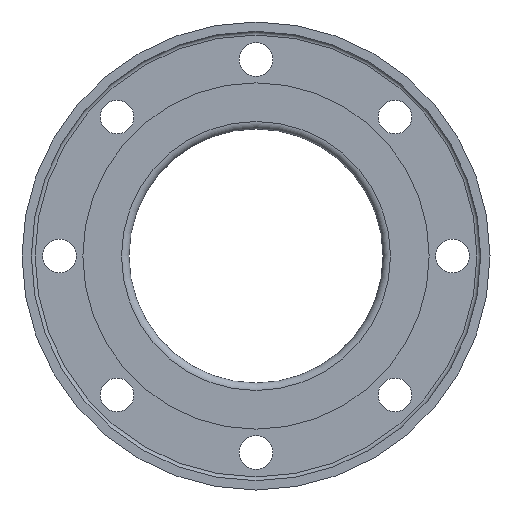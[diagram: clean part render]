
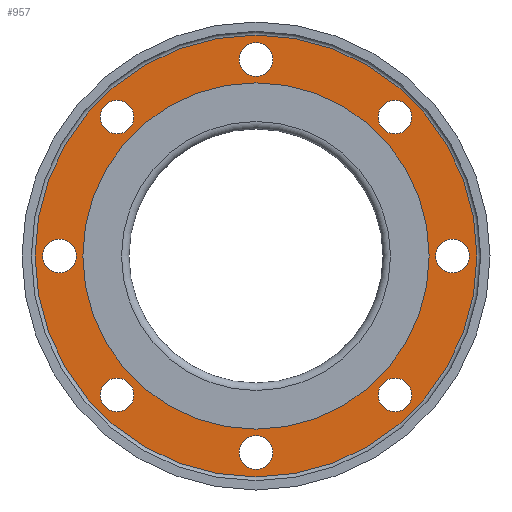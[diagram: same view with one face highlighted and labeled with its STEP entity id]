
A CAD part, front view. The second image highlights one B-rep face of the part: STEP entity #957.
In plain terms, the highlighted planar face has unit normal (0, -1, 0).
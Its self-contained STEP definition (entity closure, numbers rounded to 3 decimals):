
#15=FACE_BOUND('',#165,.T.);
#16=FACE_BOUND('',#166,.T.);
#17=FACE_BOUND('',#167,.T.);
#18=FACE_BOUND('',#168,.T.);
#19=FACE_BOUND('',#169,.T.);
#20=FACE_BOUND('',#170,.T.);
#21=FACE_BOUND('',#171,.T.);
#22=FACE_BOUND('',#172,.T.);
#23=FACE_BOUND('',#173,.T.);
#39=PLANE('',#1075);
#120=FACE_OUTER_BOUND('',#164,.T.);
#164=EDGE_LOOP('',(#704,#705));
#165=EDGE_LOOP('',(#706,#707));
#166=EDGE_LOOP('',(#708,#709));
#167=EDGE_LOOP('',(#710,#711));
#168=EDGE_LOOP('',(#712,#713));
#169=EDGE_LOOP('',(#714,#715));
#170=EDGE_LOOP('',(#716,#717));
#171=EDGE_LOOP('',(#718,#719));
#172=EDGE_LOOP('',(#720,#721));
#173=EDGE_LOOP('',(#722,#723));
#235=CIRCLE('',#1028,9.);
#236=CIRCLE('',#1029,9.);
#239=CIRCLE('',#1033,9.);
#240=CIRCLE('',#1034,9.);
#243=CIRCLE('',#1038,9.);
#244=CIRCLE('',#1039,9.);
#247=CIRCLE('',#1043,9.);
#248=CIRCLE('',#1044,9.);
#251=CIRCLE('',#1048,9.);
#252=CIRCLE('',#1049,9.);
#255=CIRCLE('',#1053,9.);
#256=CIRCLE('',#1054,9.);
#259=CIRCLE('',#1058,9.);
#260=CIRCLE('',#1059,9.);
#263=CIRCLE('',#1063,9.);
#264=CIRCLE('',#1064,9.);
#271=CIRCLE('',#1073,118.);
#272=CIRCLE('',#1074,118.);
#273=CIRCLE('',#1076,91.);
#274=CIRCLE('',#1077,91.);
#366=VERTEX_POINT('',#1597);
#367=VERTEX_POINT('',#1599);
#370=VERTEX_POINT('',#1607);
#371=VERTEX_POINT('',#1609);
#374=VERTEX_POINT('',#1617);
#375=VERTEX_POINT('',#1619);
#378=VERTEX_POINT('',#1627);
#379=VERTEX_POINT('',#1629);
#382=VERTEX_POINT('',#1637);
#383=VERTEX_POINT('',#1639);
#386=VERTEX_POINT('',#1647);
#387=VERTEX_POINT('',#1649);
#390=VERTEX_POINT('',#1657);
#391=VERTEX_POINT('',#1659);
#394=VERTEX_POINT('',#1667);
#395=VERTEX_POINT('',#1669);
#401=VERTEX_POINT('',#1685);
#402=VERTEX_POINT('',#1687);
#403=VERTEX_POINT('',#1691);
#404=VERTEX_POINT('',#1692);
#487=EDGE_CURVE('',#367,#366,#235,.T.);
#488=EDGE_CURVE('',#366,#367,#236,.T.);
#492=EDGE_CURVE('',#371,#370,#239,.T.);
#493=EDGE_CURVE('',#370,#371,#240,.T.);
#497=EDGE_CURVE('',#375,#374,#243,.T.);
#498=EDGE_CURVE('',#374,#375,#244,.T.);
#502=EDGE_CURVE('',#379,#378,#247,.T.);
#503=EDGE_CURVE('',#378,#379,#248,.T.);
#507=EDGE_CURVE('',#383,#382,#251,.T.);
#508=EDGE_CURVE('',#382,#383,#252,.T.);
#512=EDGE_CURVE('',#387,#386,#255,.T.);
#513=EDGE_CURVE('',#386,#387,#256,.T.);
#517=EDGE_CURVE('',#391,#390,#259,.T.);
#518=EDGE_CURVE('',#390,#391,#260,.T.);
#522=EDGE_CURVE('',#395,#394,#263,.T.);
#523=EDGE_CURVE('',#394,#395,#264,.T.);
#531=EDGE_CURVE('',#402,#401,#271,.T.);
#532=EDGE_CURVE('',#401,#402,#272,.T.);
#533=EDGE_CURVE('',#403,#404,#273,.T.);
#534=EDGE_CURVE('',#404,#403,#274,.T.);
#704=ORIENTED_EDGE('',*,*,#531,.T.);
#705=ORIENTED_EDGE('',*,*,#532,.T.);
#706=ORIENTED_EDGE('',*,*,#487,.T.);
#707=ORIENTED_EDGE('',*,*,#488,.T.);
#708=ORIENTED_EDGE('',*,*,#492,.T.);
#709=ORIENTED_EDGE('',*,*,#493,.T.);
#710=ORIENTED_EDGE('',*,*,#497,.T.);
#711=ORIENTED_EDGE('',*,*,#498,.T.);
#712=ORIENTED_EDGE('',*,*,#502,.T.);
#713=ORIENTED_EDGE('',*,*,#503,.T.);
#714=ORIENTED_EDGE('',*,*,#507,.T.);
#715=ORIENTED_EDGE('',*,*,#508,.T.);
#716=ORIENTED_EDGE('',*,*,#512,.T.);
#717=ORIENTED_EDGE('',*,*,#513,.T.);
#718=ORIENTED_EDGE('',*,*,#517,.T.);
#719=ORIENTED_EDGE('',*,*,#518,.T.);
#720=ORIENTED_EDGE('',*,*,#522,.T.);
#721=ORIENTED_EDGE('',*,*,#523,.T.);
#722=ORIENTED_EDGE('',*,*,#533,.F.);
#723=ORIENTED_EDGE('',*,*,#534,.F.);
#957=ADVANCED_FACE('',(#120,#15,#16,#17,#18,#19,#20,#21,#22,#23),#39,.T.);
#1028=AXIS2_PLACEMENT_3D('',#1600,#1229,#1230);
#1029=AXIS2_PLACEMENT_3D('',#1601,#1231,#1232);
#1033=AXIS2_PLACEMENT_3D('',#1610,#1240,#1241);
#1034=AXIS2_PLACEMENT_3D('',#1611,#1242,#1243);
#1038=AXIS2_PLACEMENT_3D('',#1620,#1251,#1252);
#1039=AXIS2_PLACEMENT_3D('',#1621,#1253,#1254);
#1043=AXIS2_PLACEMENT_3D('',#1630,#1262,#1263);
#1044=AXIS2_PLACEMENT_3D('',#1631,#1264,#1265);
#1048=AXIS2_PLACEMENT_3D('',#1640,#1273,#1274);
#1049=AXIS2_PLACEMENT_3D('',#1641,#1275,#1276);
#1053=AXIS2_PLACEMENT_3D('',#1650,#1284,#1285);
#1054=AXIS2_PLACEMENT_3D('',#1651,#1286,#1287);
#1058=AXIS2_PLACEMENT_3D('',#1660,#1295,#1296);
#1059=AXIS2_PLACEMENT_3D('',#1661,#1297,#1298);
#1063=AXIS2_PLACEMENT_3D('',#1670,#1306,#1307);
#1064=AXIS2_PLACEMENT_3D('',#1671,#1308,#1309);
#1073=AXIS2_PLACEMENT_3D('',#1688,#1327,#1328);
#1074=AXIS2_PLACEMENT_3D('',#1689,#1329,#1330);
#1075=AXIS2_PLACEMENT_3D('',#1690,#1331,#1332);
#1076=AXIS2_PLACEMENT_3D('',#1693,#1333,#1334);
#1077=AXIS2_PLACEMENT_3D('',#1694,#1335,#1336);
#1229=DIRECTION('center_axis',(0.,1.,0.));
#1230=DIRECTION('ref_axis',(-0.707,0.,-0.707));
#1231=DIRECTION('center_axis',(0.,1.,0.));
#1232=DIRECTION('ref_axis',(-0.707,0.,-0.707));
#1240=DIRECTION('center_axis',(0.,1.,0.));
#1241=DIRECTION('ref_axis',(0.,0.,-1.));
#1242=DIRECTION('center_axis',(0.,1.,0.));
#1243=DIRECTION('ref_axis',(0.,0.,-1.));
#1251=DIRECTION('center_axis',(0.,1.,0.));
#1252=DIRECTION('ref_axis',(0.707,0.,-0.707));
#1253=DIRECTION('center_axis',(0.,1.,0.));
#1254=DIRECTION('ref_axis',(0.707,0.,-0.707));
#1262=DIRECTION('center_axis',(0.,1.,0.));
#1263=DIRECTION('ref_axis',(1.,0.,0.));
#1264=DIRECTION('center_axis',(0.,1.,0.));
#1265=DIRECTION('ref_axis',(1.,0.,0.));
#1273=DIRECTION('center_axis',(0.,1.,0.));
#1274=DIRECTION('ref_axis',(0.707,0.,0.707));
#1275=DIRECTION('center_axis',(0.,1.,0.));
#1276=DIRECTION('ref_axis',(0.707,0.,0.707));
#1284=DIRECTION('center_axis',(0.,1.,0.));
#1285=DIRECTION('ref_axis',(0.,0.,1.));
#1286=DIRECTION('center_axis',(0.,1.,0.));
#1287=DIRECTION('ref_axis',(0.,0.,1.));
#1295=DIRECTION('center_axis',(0.,1.,0.));
#1296=DIRECTION('ref_axis',(-0.707,0.,0.707));
#1297=DIRECTION('center_axis',(0.,1.,0.));
#1298=DIRECTION('ref_axis',(-0.707,0.,0.707));
#1306=DIRECTION('center_axis',(0.,1.,0.));
#1307=DIRECTION('ref_axis',(-1.,0.,0.));
#1308=DIRECTION('center_axis',(0.,1.,0.));
#1309=DIRECTION('ref_axis',(-1.,0.,0.));
#1327=DIRECTION('center_axis',(0.,-1.,0.));
#1328=DIRECTION('ref_axis',(-1.,0.,0.));
#1329=DIRECTION('center_axis',(0.,-1.,0.));
#1330=DIRECTION('ref_axis',(-1.,0.,0.));
#1331=DIRECTION('center_axis',(0.,-1.,0.));
#1332=DIRECTION('ref_axis',(0.,0.,1.));
#1333=DIRECTION('center_axis',(0.,-1.,0.));
#1334=DIRECTION('ref_axis',(-1.,0.,0.));
#1335=DIRECTION('center_axis',(0.,-1.,0.));
#1336=DIRECTION('ref_axis',(-1.,0.,0.));
#1597=CARTESIAN_POINT('',(-67.882,18.5,-67.882));
#1599=CARTESIAN_POINT('',(-80.61,18.5,-80.61));
#1600=CARTESIAN_POINT('Origin',(-74.246,18.5,-74.246));
#1601=CARTESIAN_POINT('Origin',(-74.246,18.5,-74.246));
#1607=CARTESIAN_POINT('',(0.,18.5,-96.));
#1609=CARTESIAN_POINT('',(0.,18.5,-114.));
#1610=CARTESIAN_POINT('Origin',(0.,18.5,-105.));
#1611=CARTESIAN_POINT('Origin',(0.,18.5,-105.));
#1617=CARTESIAN_POINT('',(67.882,18.5,-67.882));
#1619=CARTESIAN_POINT('',(80.61,18.5,-80.61));
#1620=CARTESIAN_POINT('Origin',(74.246,18.5,-74.246));
#1621=CARTESIAN_POINT('Origin',(74.246,18.5,-74.246));
#1627=CARTESIAN_POINT('',(96.,18.5,0.));
#1629=CARTESIAN_POINT('',(114.,18.5,0.));
#1630=CARTESIAN_POINT('Origin',(105.,18.5,0.));
#1631=CARTESIAN_POINT('Origin',(105.,18.5,0.));
#1637=CARTESIAN_POINT('',(67.882,18.5,67.882));
#1639=CARTESIAN_POINT('',(80.61,18.5,80.61));
#1640=CARTESIAN_POINT('Origin',(74.246,18.5,74.246));
#1641=CARTESIAN_POINT('Origin',(74.246,18.5,74.246));
#1647=CARTESIAN_POINT('',(0.,18.5,96.));
#1649=CARTESIAN_POINT('',(0.,18.5,114.));
#1650=CARTESIAN_POINT('Origin',(0.,18.5,105.));
#1651=CARTESIAN_POINT('Origin',(0.,18.5,105.));
#1657=CARTESIAN_POINT('',(-67.882,18.5,67.882));
#1659=CARTESIAN_POINT('',(-80.61,18.5,80.61));
#1660=CARTESIAN_POINT('Origin',(-74.246,18.5,74.246));
#1661=CARTESIAN_POINT('Origin',(-74.246,18.5,74.246));
#1667=CARTESIAN_POINT('',(-96.,18.5,0.));
#1669=CARTESIAN_POINT('',(-114.,18.5,0.));
#1670=CARTESIAN_POINT('Origin',(-105.,18.5,0.));
#1671=CARTESIAN_POINT('Origin',(-105.,18.5,0.));
#1685=CARTESIAN_POINT('',(0.,18.5,-118.));
#1687=CARTESIAN_POINT('',(-118.,18.5,0.));
#1688=CARTESIAN_POINT('Origin',(0.,18.5,0.));
#1689=CARTESIAN_POINT('Origin',(0.,18.5,0.));
#1690=CARTESIAN_POINT('Origin',(-91.,18.5,0.));
#1691=CARTESIAN_POINT('',(-91.,18.5,0.));
#1692=CARTESIAN_POINT('',(0.,18.5,-91.));
#1693=CARTESIAN_POINT('Origin',(0.,18.5,0.));
#1694=CARTESIAN_POINT('Origin',(0.,18.5,0.));
